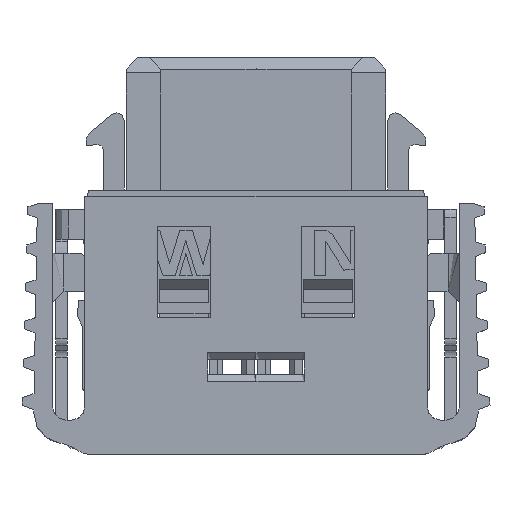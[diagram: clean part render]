
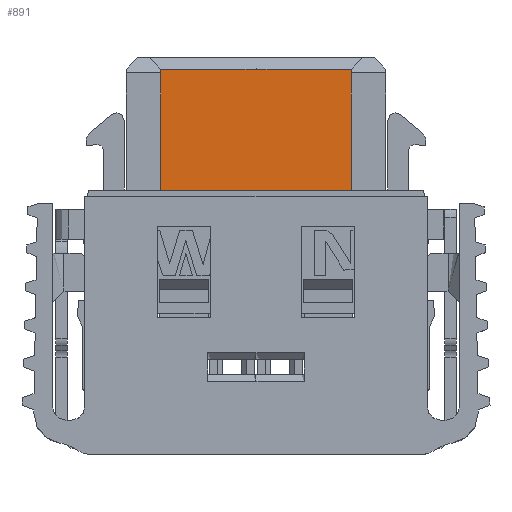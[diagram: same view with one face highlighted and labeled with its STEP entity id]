
A CAD part, front view. The second image highlights one B-rep face of the part: STEP entity #891.
In plain terms, the highlighted planar face has unit normal (0, -1, 0).
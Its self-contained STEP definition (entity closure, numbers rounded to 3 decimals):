
#254=CARTESIAN_POINT('',(1.245,-0.97,4.225));
#255=VERTEX_POINT('',#254);
#272=CARTESIAN_POINT('',(-3.785,-0.97,4.225));
#273=VERTEX_POINT('',#272);
#280=CARTESIAN_POINT('',(-1.295,-0.97,4.225));
#281=VERTEX_POINT('',#280);
#282=CARTESIAN_POINT('',(-3.785,-0.97,4.225));
#283=DIRECTION('',(1.,0.,0.));
#284=VECTOR('',#283,2.49);
#285=LINE('',#282,#284);
#286=EDGE_CURVE('',#273,#281,#285,.T.);
#296=CARTESIAN_POINT('',(-1.245,-0.97,4.225));
#297=VERTEX_POINT('',#296);
#304=CARTESIAN_POINT('',(-1.245,-0.97,4.225));
#305=DIRECTION('',(1.,0.,0.));
#306=VECTOR('',#305,2.49);
#307=LINE('',#304,#306);
#308=EDGE_CURVE('',#297,#255,#307,.T.);
#609=CARTESIAN_POINT('',(1.245,-0.97,1.025));
#610=VERTEX_POINT('',#609);
#617=CARTESIAN_POINT('',(-3.785,-0.97,1.025));
#618=VERTEX_POINT('',#617);
#619=CARTESIAN_POINT('',(1.245,-0.97,1.025));
#620=DIRECTION('',(-1.,0.,0.));
#621=VECTOR('',#620,5.03);
#622=LINE('',#619,#621);
#623=EDGE_CURVE('',#610,#618,#622,.T.);
#845=CARTESIAN_POINT('',(-1.27,-0.97,4.25));
#846=VERTEX_POINT('',#845);
#853=CARTESIAN_POINT('',(-1.27,-0.97,4.25));
#854=DIRECTION('',(0.707,0.,-0.707));
#855=VECTOR('',#854,0.035);
#856=LINE('',#853,#855);
#857=EDGE_CURVE('',#846,#297,#856,.T.);
#862=CARTESIAN_POINT('',(-4.65,-0.97,4.908));
#863=DIRECTION('',(1.,0.,0.));
#864=DIRECTION('',(0.,-1.,0.));
#865=AXIS2_PLACEMENT_3D('',#862,#864,#863);
#866=PLANE('',#865);
#867=CARTESIAN_POINT('',(1.245,-0.97,1.025));
#868=DIRECTION('',(0.,0.,1.));
#869=VECTOR('',#868,3.2);
#870=LINE('',#867,#869);
#871=EDGE_CURVE('',#610,#255,#870,.T.);
#872=ORIENTED_EDGE('',*,*,#871,.T.);
#873=ORIENTED_EDGE('',*,*,#308,.F.);
#874=ORIENTED_EDGE('',*,*,#857,.F.);
#875=CARTESIAN_POINT('',(-1.27,-0.97,4.25));
#876=DIRECTION('',(-0.707,0.,-0.707));
#877=VECTOR('',#876,0.035);
#878=LINE('',#875,#877);
#879=EDGE_CURVE('',#846,#281,#878,.T.);
#880=ORIENTED_EDGE('',*,*,#879,.T.);
#881=ORIENTED_EDGE('',*,*,#286,.F.);
#882=CARTESIAN_POINT('',(-3.785,-0.97,4.225));
#883=DIRECTION('',(0.,0.,-1.));
#884=VECTOR('',#883,3.2);
#885=LINE('',#882,#884);
#886=EDGE_CURVE('',#273,#618,#885,.T.);
#887=ORIENTED_EDGE('',*,*,#886,.T.);
#888=ORIENTED_EDGE('',*,*,#623,.F.);
#889=EDGE_LOOP('',(#872,#873,#874,#880,#881,#887,#888));
#890=FACE_OUTER_BOUND('',#889,.T.);
#891=ADVANCED_FACE('',(#890),#866,.T.);
